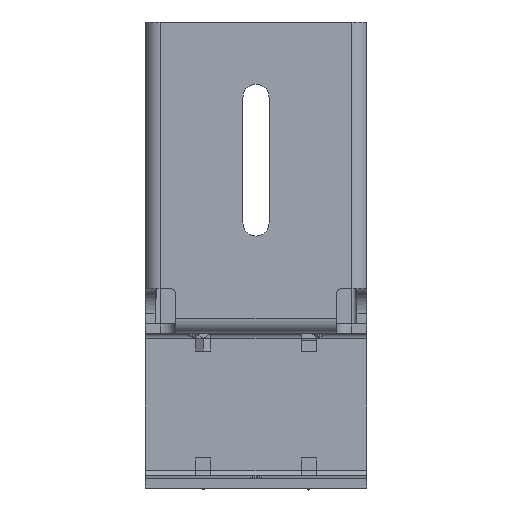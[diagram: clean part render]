
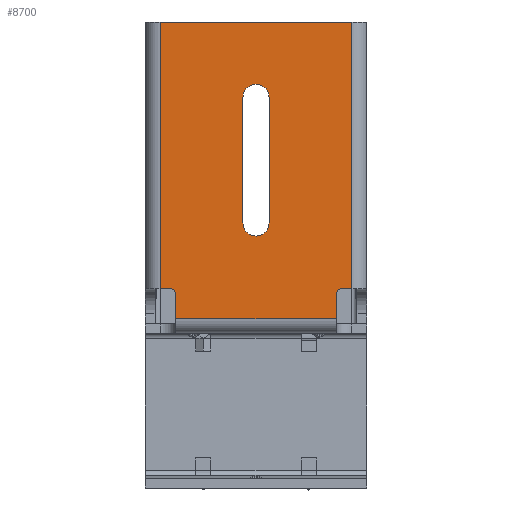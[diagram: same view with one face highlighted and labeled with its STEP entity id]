
A CAD part, front view. The second image highlights one B-rep face of the part: STEP entity #8700.
In plain terms, the highlighted planar face has unit normal (0, -1, 0).
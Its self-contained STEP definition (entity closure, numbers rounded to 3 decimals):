
#332 = CARTESIAN_POINT ( 'NONE',  ( -16., -1.9, -54.1 ) ) ;
#372 = PLANE ( 'NONE',  #12734 ) ;
#384 = DIRECTION ( 'NONE',  ( 0., 0., -1. ) ) ;
#450 = CARTESIAN_POINT ( 'NONE',  ( 2.6, -1.9, -40. ) ) ;
#471 = DIRECTION ( 'NONE',  ( 0., 0., -1. ) ) ;
#522 = ORIENTED_EDGE ( 'NONE', *, *, #13473, .F. ) ;
#526 = CARTESIAN_POINT ( 'NONE',  ( -2.6, -1.9, -40. ) ) ;
#562 = CARTESIAN_POINT ( 'NONE',  ( -17., -1.9, -54.1 ) ) ;
#625 = VECTOR ( 'NONE', #7637, 1000. ) ;
#748 = CARTESIAN_POINT ( 'NONE',  ( 22., -1.9, -53.1 ) ) ;
#780 = CIRCLE ( 'NONE', #8521, 1. ) ;
#838 = ORIENTED_EDGE ( 'NONE', *, *, #6288, .T. ) ;
#992 = CARTESIAN_POINT ( 'NONE',  ( 2.6, -1.9, -40. ) ) ;
#1076 = VERTEX_POINT ( 'NONE', #12529 ) ;
#1110 = VECTOR ( 'NONE', #1468, 1000. ) ;
#1172 = EDGE_CURVE ( 'NONE', #3586, #11319, #7276, .T. ) ;
#1213 = VERTEX_POINT ( 'NONE', #450 ) ;
#1256 = ORIENTED_EDGE ( 'NONE', *, *, #7515, .T. ) ;
#1276 = VECTOR ( 'NONE', #12542, 1000. ) ;
#1436 = AXIS2_PLACEMENT_3D ( 'NONE', #5254, #12691, #6337 ) ;
#1468 = DIRECTION ( 'NONE',  ( 1., 0., 0. ) ) ;
#1485 = DIRECTION ( 'NONE',  ( 0., 0., 1. ) ) ;
#1507 = CARTESIAN_POINT ( 'NONE',  ( 2.6, -1.9, -15. ) ) ;
#1587 = VECTOR ( 'NONE', #1485, 1000. ) ;
#1623 = LINE ( 'NONE', #10414, #1276 ) ;
#1632 = VECTOR ( 'NONE', #10698, 1000. ) ;
#1644 = DIRECTION ( 'NONE',  ( 0., 0., 1. ) ) ;
#1728 = VERTEX_POINT ( 'NONE', #2793 ) ;
#2045 = CARTESIAN_POINT ( 'NONE',  ( -19.1, -1.9, 0. ) ) ;
#2229 = LINE ( 'NONE', #9444, #13205 ) ;
#2302 = CIRCLE ( 'NONE', #6716, 2.6 ) ;
#2513 = CARTESIAN_POINT ( 'NONE',  ( -16., -1.9, -59.1 ) ) ;
#2533 = DIRECTION ( 'NONE',  ( 0., 1., 0. ) ) ;
#2545 = CARTESIAN_POINT ( 'NONE',  ( 16., -1.9, -59.1 ) ) ;
#2627 = CARTESIAN_POINT ( 'NONE',  ( 5.333, -1.9, -59.1 ) ) ;
#2793 = CARTESIAN_POINT ( 'NONE',  ( -19.1, -1.9, -53.1 ) ) ;
#3062 = DIRECTION ( 'NONE',  ( 0., 0., 1. ) ) ;
#3430 = ORIENTED_EDGE ( 'NONE', *, *, #1172, .T. ) ;
#3586 = VERTEX_POINT ( 'NONE', #10443 ) ;
#3621 = VERTEX_POINT ( 'NONE', #6341 ) ;
#3680 = DIRECTION ( 'NONE',  ( 0., 1., 0. ) ) ;
#4158 = B_SPLINE_CURVE_WITH_KNOTS ( 'NONE', 3,
 ( #2513, #10033, #2627, #10084 ),
 .UNSPECIFIED., .F., .F.,
 ( 4, 4 ),
 ( 0., 1. ),
 .UNSPECIFIED. ) ;
#4379 = VERTEX_POINT ( 'NONE', #1507 ) ;
#4430 = CARTESIAN_POINT ( 'NONE',  ( -16., -1.9, 0. ) ) ;
#4554 = EDGE_LOOP ( 'NONE', ( #522, #7943, #9986, #11749, #7563 ) ) ;
#4624 = FACE_OUTER_BOUND ( 'NONE', #12229, .T. ) ;
#4873 = ORIENTED_EDGE ( 'NONE', *, *, #8413, .T. ) ;
#4954 = CIRCLE ( 'NONE', #1436, 2.6 ) ;
#5040 = VERTEX_POINT ( 'NONE', #10581 ) ;
#5254 = CARTESIAN_POINT ( 'NONE',  ( 0., -1.9, -40. ) ) ;
#5447 = VECTOR ( 'NONE', #8444, 1000. ) ;
#5485 = EDGE_CURVE ( 'NONE', #6703, #5716, #10481, .T. ) ;
#5654 = VERTEX_POINT ( 'NONE', #2545 ) ;
#5716 = VERTEX_POINT ( 'NONE', #526 ) ;
#5944 = VECTOR ( 'NONE', #7154, 1000. ) ;
#6158 = EDGE_CURVE ( 'NONE', #4379, #6703, #2302, .T. ) ;
#6288 = EDGE_CURVE ( 'NONE', #6392, #13617, #6313, .T. ) ;
#6313 = LINE ( 'NONE', #4430, #625 ) ;
#6337 = DIRECTION ( 'NONE',  ( 0., 0., -1. ) ) ;
#6341 = CARTESIAN_POINT ( 'NONE',  ( -19.1, -1.9, 0. ) ) ;
#6392 = VERTEX_POINT ( 'NONE', #332 ) ;
#6463 = FACE_BOUND ( 'NONE', #4554, .T. ) ;
#6519 = CARTESIAN_POINT ( 'NONE',  ( 19.1, -1.9, 0. ) ) ;
#6703 = VERTEX_POINT ( 'NONE', #9414 ) ;
#6716 = AXIS2_PLACEMENT_3D ( 'NONE', #13222, #6877, #471 ) ;
#6798 = DIRECTION ( 'NONE',  ( 0., -1., 0. ) ) ;
#6810 = CARTESIAN_POINT ( 'NONE',  ( 19.1, -1.9, -59.1 ) ) ;
#6877 = DIRECTION ( 'NONE',  ( 0., -1., 0. ) ) ;
#7006 = EDGE_CURVE ( 'NONE', #5040, #7882, #780, .T. ) ;
#7086 = CARTESIAN_POINT ( 'NONE',  ( 17., -1.9, -53.1 ) ) ;
#7154 = DIRECTION ( 'NONE',  ( 1., 0., 0. ) ) ;
#7276 = LINE ( 'NONE', #6810, #1587 ) ;
#7413 = ORIENTED_EDGE ( 'NONE', *, *, #12708, .T. ) ;
#7515 = EDGE_CURVE ( 'NONE', #3621, #1728, #8283, .T. ) ;
#7563 = ORIENTED_EDGE ( 'NONE', *, *, #6158, .F. ) ;
#7637 = DIRECTION ( 'NONE',  ( 0., 0., -1. ) ) ;
#7851 = CARTESIAN_POINT ( 'NONE',  ( 22., -1.9, -53.1 ) ) ;
#7882 = VERTEX_POINT ( 'NONE', #7086 ) ;
#7943 = ORIENTED_EDGE ( 'NONE', *, *, #11173, .F. ) ;
#8018 = DIRECTION ( 'NONE',  ( 0., 1., 0. ) ) ;
#8283 = LINE ( 'NONE', #2045, #5447 ) ;
#8413 = EDGE_CURVE ( 'NONE', #11319, #3621, #1623, .T. ) ;
#8444 = DIRECTION ( 'NONE',  ( 0., 0., -1. ) ) ;
#8465 = DIRECTION ( 'NONE',  ( 0., 0., 1. ) ) ;
#8521 = AXIS2_PLACEMENT_3D ( 'NONE', #10048, #3680, #11123 ) ;
#8576 = VECTOR ( 'NONE', #8465, 1000. ) ;
#8694 = EDGE_CURVE ( 'NONE', #7882, #3586, #12105, .T. ) ;
#8700 = ADVANCED_FACE ( 'NONE', ( #6463, #4624 ), #372, .F. ) ;
#8759 = ORIENTED_EDGE ( 'NONE', *, *, #11860, .T. ) ;
#8767 = LINE ( 'NONE', #748, #5944 ) ;
#9414 = CARTESIAN_POINT ( 'NONE',  ( -2.6, -1.9, -15. ) ) ;
#9431 = EDGE_CURVE ( 'NONE', #1728, #9554, #8767, .T. ) ;
#9438 = ORIENTED_EDGE ( 'NONE', *, *, #8694, .T. ) ;
#9444 = CARTESIAN_POINT ( 'NONE',  ( 16., -1.9, 0. ) ) ;
#9554 = VERTEX_POINT ( 'NONE', #10664 ) ;
#9843 = AXIS2_PLACEMENT_3D ( 'NONE', #562, #8018, #1644 ) ;
#9856 = ORIENTED_EDGE ( 'NONE', *, *, #10164, .T. ) ;
#9958 = CARTESIAN_POINT ( 'NONE',  ( 22., -1.9, 0. ) ) ;
#9986 = ORIENTED_EDGE ( 'NONE', *, *, #12081, .F. ) ;
#9999 = DIRECTION ( 'NONE',  ( 0., 0., 1. ) ) ;
#10033 = CARTESIAN_POINT ( 'NONE',  ( -5.333, -1.9, -59.1 ) ) ;
#10048 = CARTESIAN_POINT ( 'NONE',  ( 17., -1.9, -54.1 ) ) ;
#10084 = CARTESIAN_POINT ( 'NONE',  ( 16., -1.9, -59.1 ) ) ;
#10164 = EDGE_CURVE ( 'NONE', #5654, #5040, #2229, .T. ) ;
#10414 = CARTESIAN_POINT ( 'NONE',  ( 22., -1.9, 0. ) ) ;
#10443 = CARTESIAN_POINT ( 'NONE',  ( 19.1, -1.9, -53.1 ) ) ;
#10481 = LINE ( 'NONE', #12826, #1632 ) ;
#10581 = CARTESIAN_POINT ( 'NONE',  ( 16., -1.9, -54.1 ) ) ;
#10664 = CARTESIAN_POINT ( 'NONE',  ( -17., -1.9, -53.1 ) ) ;
#10698 = DIRECTION ( 'NONE',  ( 0., 0., -1. ) ) ;
#10776 = CARTESIAN_POINT ( 'NONE',  ( -16., -1.9, -59.1 ) ) ;
#10991 = ORIENTED_EDGE ( 'NONE', *, *, #7006, .T. ) ;
#11123 = DIRECTION ( 'NONE',  ( 0., 0., 1. ) ) ;
#11173 = EDGE_CURVE ( 'NONE', #1076, #1213, #4954, .T. ) ;
#11319 = VERTEX_POINT ( 'NONE', #6519 ) ;
#11364 = AXIS2_PLACEMENT_3D ( 'NONE', #13140, #6798, #384 ) ;
#11407 = LINE ( 'NONE', #992, #8576 ) ;
#11716 = CIRCLE ( 'NONE', #9843, 1. ) ;
#11749 = ORIENTED_EDGE ( 'NONE', *, *, #5485, .F. ) ;
#11860 = EDGE_CURVE ( 'NONE', #13617, #5654, #4158, .T. ) ;
#12081 = EDGE_CURVE ( 'NONE', #5716, #1076, #13043, .T. ) ;
#12105 = LINE ( 'NONE', #7851, #1110 ) ;
#12229 = EDGE_LOOP ( 'NONE', ( #12538, #7413, #838, #8759, #9856, #10991, #9438, #3430, #4873, #1256 ) ) ;
#12529 = CARTESIAN_POINT ( 'NONE',  ( 0., -1.9, -42.6 ) ) ;
#12538 = ORIENTED_EDGE ( 'NONE', *, *, #9431, .T. ) ;
#12542 = DIRECTION ( 'NONE',  ( -1., 0., 0. ) ) ;
#12691 = DIRECTION ( 'NONE',  ( 0., -1., 0. ) ) ;
#12708 = EDGE_CURVE ( 'NONE', #9554, #6392, #11716, .T. ) ;
#12734 = AXIS2_PLACEMENT_3D ( 'NONE', #9958, #2533, #9999 ) ;
#12826 = CARTESIAN_POINT ( 'NONE',  ( -2.6, -1.9, -40. ) ) ;
#13043 = CIRCLE ( 'NONE', #11364, 2.6 ) ;
#13140 = CARTESIAN_POINT ( 'NONE',  ( 0., -1.9, -40. ) ) ;
#13205 = VECTOR ( 'NONE', #3062, 1000. ) ;
#13222 = CARTESIAN_POINT ( 'NONE',  ( 0., -1.9, -15. ) ) ;
#13473 = EDGE_CURVE ( 'NONE', #1213, #4379, #11407, .T. ) ;
#13617 = VERTEX_POINT ( 'NONE', #10776 ) ;
